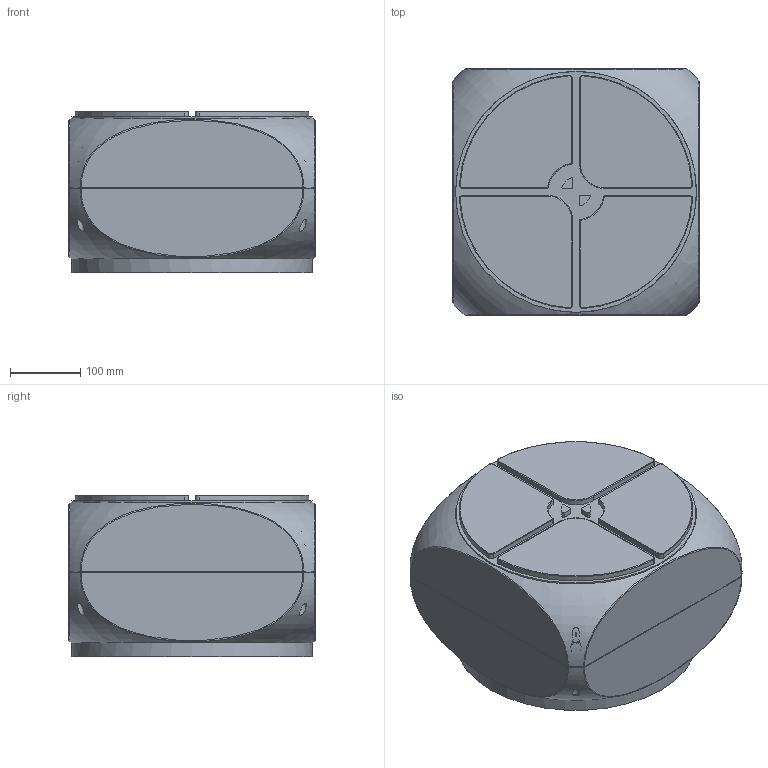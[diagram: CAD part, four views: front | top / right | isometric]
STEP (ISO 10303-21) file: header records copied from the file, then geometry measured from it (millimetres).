
FILE_DESCRIPTION(/* description */ (''),/* implementation_level */ '2;1');
FILE_NAME(/* name */ 'integral_dev kit.stp',/* time_stamp */ '2017-01-17T11:22:25+09:00',/* author */ (''),/* organization */ (''),/* preprocessor_version */ 'ST-DEVELOPER v16',/* originating_system */ 'SIEMENS PLM Software NX 10.0',/* authorisation */ '');
FILE_SCHEMA (('AP203_CONFIGURATION_CONTROLLED_3D_DESIGN_OF_MECHANICAL_PARTS_AND_ASSEMBLIES_MIM_LF { 1 0 10303 403 2 1 2}'));
Length unit declared in the file: millimetre
Products named in the file (1): A1A805182wi2k
Bounding box: 350 x 350 x 230 mm (x, y, z)
Volume: 1998602.9 mm3; surface area: 1212399.5 mm2
Topology: 2 solids, 3 shells, 307 faces, 766 edges, 517 vertices
Faces by surface type: plane 138, cylinder 101, bspline 50, torus 16, revolution 2
Full cylindrical faces by diameter (mm): 2.6 x4, 3 x8, 7 x8, 7.2 x4, 9.403 x4, 10 x4, 25 x9, 29 x9, 338.646 x1, 342.646 x2
Entity records: 13470 total; most frequent: CARTESIAN_POINT 6904, ORIENTED_EDGE 1320, DIRECTION 1210, EDGE_CURVE 660, AXIS2_PLACEMENT_3D 500, VERTEX_POINT 468, EDGE_LOOP 424, ADVANCED_FACE 307
